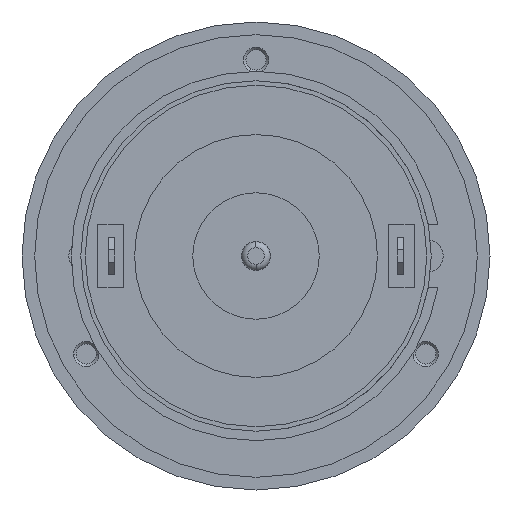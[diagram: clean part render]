
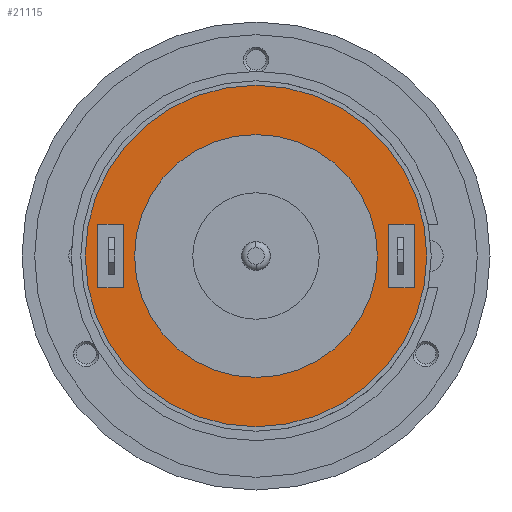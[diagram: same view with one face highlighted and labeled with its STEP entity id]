
A CAD part, front view. The second image highlights one B-rep face of the part: STEP entity #21115.
In plain terms, the highlighted face is planar.
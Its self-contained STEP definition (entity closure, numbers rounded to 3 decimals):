
#20084=CARTESIAN_POINT('',(45.6,0.,0.));
#20085=DIRECTION('',(1.,0.,0.));
#20086=DIRECTION('',(0.,-1.,0.));
#20087=AXIS2_PLACEMENT_3D('',#20084,#20085,#20086);
#20089=CARTESIAN_POINT('',(45.6,0.,0.));
#20090=DIRECTION('',(1.,0.,0.));
#20091=DIRECTION('',(0.,1.,0.));
#20092=AXIS2_PLACEMENT_3D('',#20089,#20090,#20091);
#20094=CARTESIAN_POINT('',(45.6,0.,0.));
#20095=DIRECTION('',(1.,0.,0.));
#20096=DIRECTION('',(0.,0.,1.));
#20097=AXIS2_PLACEMENT_3D('',#20094,#20095,#20096);
#20099=CARTESIAN_POINT('',(45.6,0.,0.));
#20100=DIRECTION('',(1.,0.,0.));
#20101=DIRECTION('',(0.,0.,-1.));
#20102=AXIS2_PLACEMENT_3D('',#20099,#20100,#20101);
#20104=DIRECTION('',(0.,0.,-1.));
#20105=VECTOR('',#20104,5.);
#20106=CARTESIAN_POINT('',(45.6,-12.5,2.5));
#20107=LINE('',#20106,#20105);
#20108=DIRECTION('',(0.,1.,0.));
#20109=VECTOR('',#20108,2.);
#20110=CARTESIAN_POINT('',(45.6,-12.5,-2.5));
#20111=LINE('',#20110,#20109);
#20112=DIRECTION('',(0.,0.,1.));
#20113=VECTOR('',#20112,5.);
#20114=CARTESIAN_POINT('',(45.6,-10.5,-2.5));
#20115=LINE('',#20114,#20113);
#20116=DIRECTION('',(0.,-1.,0.));
#20117=VECTOR('',#20116,2.);
#20118=CARTESIAN_POINT('',(45.6,-10.5,2.5));
#20119=LINE('',#20118,#20117);
#20120=DIRECTION('',(0.,-1.,0.));
#20121=VECTOR('',#20120,2.);
#20122=CARTESIAN_POINT('',(45.6,12.5,2.5));
#20123=LINE('',#20122,#20121);
#20124=DIRECTION('',(0.,0.,-1.));
#20125=VECTOR('',#20124,5.);
#20126=CARTESIAN_POINT('',(45.6,10.5,2.5));
#20127=LINE('',#20126,#20125);
#20128=DIRECTION('',(0.,1.,0.));
#20129=VECTOR('',#20128,2.);
#20130=CARTESIAN_POINT('',(45.6,10.5,-2.5));
#20131=LINE('',#20130,#20129);
#20132=DIRECTION('',(0.,0.,1.));
#20133=VECTOR('',#20132,5.);
#20134=CARTESIAN_POINT('',(45.6,12.5,-2.5));
#20135=LINE('',#20134,#20133);
#20832=CARTESIAN_POINT('',(45.6,-13.5,0.));
#20833=CARTESIAN_POINT('',(45.6,13.5,0.));
#20834=VERTEX_POINT('',#20832);
#20835=VERTEX_POINT('',#20833);
#20848=CARTESIAN_POINT('',(45.6,0.,9.6));
#20849=CARTESIAN_POINT('',(45.6,0.,-9.6));
#20850=VERTEX_POINT('',#20848);
#20851=VERTEX_POINT('',#20849);
#20884=CARTESIAN_POINT('',(45.6,-12.5,2.5));
#20885=CARTESIAN_POINT('',(45.6,-12.5,-2.5));
#20886=VERTEX_POINT('',#20884);
#20887=VERTEX_POINT('',#20885);
#20888=CARTESIAN_POINT('',(45.6,-10.5,-2.5));
#20889=VERTEX_POINT('',#20888);
#20890=CARTESIAN_POINT('',(45.6,-10.5,2.5));
#20891=VERTEX_POINT('',#20890);
#20892=CARTESIAN_POINT('',(45.6,12.5,2.5));
#20893=CARTESIAN_POINT('',(45.6,10.5,2.5));
#20894=VERTEX_POINT('',#20892);
#20895=VERTEX_POINT('',#20893);
#20896=CARTESIAN_POINT('',(45.6,10.5,-2.5));
#20897=VERTEX_POINT('',#20896);
#20898=CARTESIAN_POINT('',(45.6,12.5,-2.5));
#20899=VERTEX_POINT('',#20898);
#21079=CARTESIAN_POINT('',(45.6,0.,0.));
#21080=DIRECTION('',(1.,0.,0.));
#21081=DIRECTION('',(0.,-1.,0.));
#21082=AXIS2_PLACEMENT_3D('',#21079,#21080,#21081);
#21083=PLANE('',#21082);
#21085=ORIENTED_EDGE('',*,*,#21084,.F.);
#21087=ORIENTED_EDGE('',*,*,#21086,.F.);
#21088=EDGE_LOOP('',(#21085,#21087));
#21089=FACE_OUTER_BOUND('',#21088,.F.);
#21090=ORIENTED_EDGE('',*,*,#21069,.T.);
#21092=ORIENTED_EDGE('',*,*,#21091,.T.);
#21093=EDGE_LOOP('',(#21090,#21092));
#21094=FACE_BOUND('',#21093,.F.);
#21096=ORIENTED_EDGE('',*,*,#21095,.T.);
#21098=ORIENTED_EDGE('',*,*,#21097,.T.);
#21100=ORIENTED_EDGE('',*,*,#21099,.T.);
#21102=ORIENTED_EDGE('',*,*,#21101,.T.);
#21103=EDGE_LOOP('',(#21096,#21098,#21100,#21102));
#21104=FACE_BOUND('',#21103,.F.);
#21106=ORIENTED_EDGE('',*,*,#21105,.T.);
#21108=ORIENTED_EDGE('',*,*,#21107,.T.);
#21110=ORIENTED_EDGE('',*,*,#21109,.T.);
#21112=ORIENTED_EDGE('',*,*,#21111,.T.);
#21113=EDGE_LOOP('',(#21106,#21108,#21110,#21112));
#21114=FACE_BOUND('',#21113,.F.);
#20088=CIRCLE('',#20087,13.5);
#20093=CIRCLE('',#20092,13.5);
#20098=CIRCLE('',#20097,9.6);
#20103=CIRCLE('',#20102,9.6);
#21069=EDGE_CURVE('',#20850,#20851,#20098,.T.);
#21084=EDGE_CURVE('',#20834,#20835,#20088,.T.);
#21086=EDGE_CURVE('',#20835,#20834,#20093,.T.);
#21091=EDGE_CURVE('',#20851,#20850,#20103,.T.);
#21095=EDGE_CURVE('',#20886,#20887,#20107,.T.);
#21097=EDGE_CURVE('',#20887,#20889,#20111,.T.);
#21099=EDGE_CURVE('',#20889,#20891,#20115,.T.);
#21101=EDGE_CURVE('',#20891,#20886,#20119,.T.);
#21105=EDGE_CURVE('',#20894,#20895,#20123,.T.);
#21107=EDGE_CURVE('',#20895,#20897,#20127,.T.);
#21109=EDGE_CURVE('',#20897,#20899,#20131,.T.);
#21111=EDGE_CURVE('',#20899,#20894,#20135,.T.);
#21115=ADVANCED_FACE('',(#21089,#21094,#21104,#21114),#21083,.T.);
